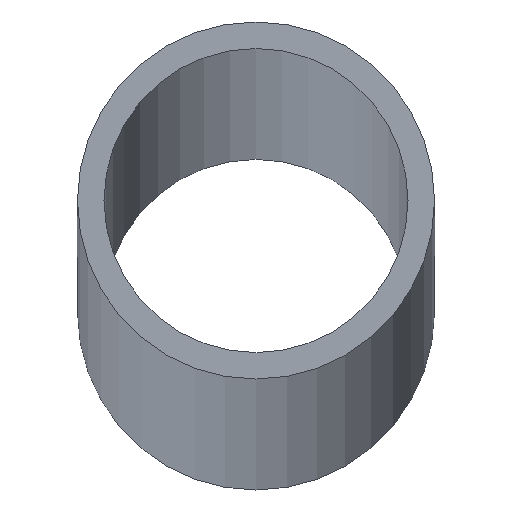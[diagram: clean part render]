
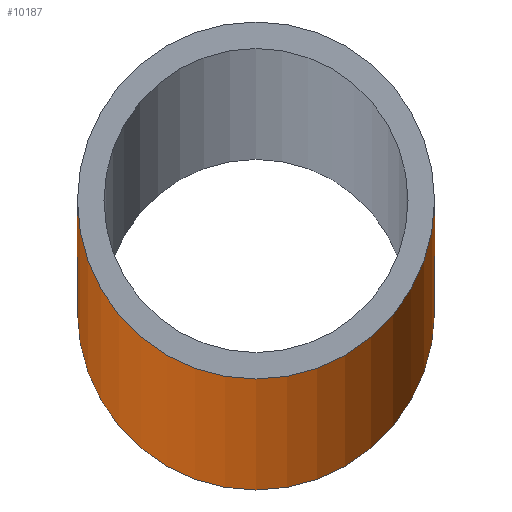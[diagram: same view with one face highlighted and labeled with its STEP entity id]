
A CAD part, top view. The second image highlights one B-rep face of the part: STEP entity #10187.
In plain terms, the highlighted cylindrical face has radius 16.85 mm (diameter 33.7 mm), a full revolution.
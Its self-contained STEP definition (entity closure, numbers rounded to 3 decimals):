
#418 = CYLINDRICAL_SURFACE ( 'NONE', #1753, 16.85 ) ;
#1137 = DIRECTION ( 'NONE',  ( 1., 0., 0. ) ) ;
#1138 = CIRCLE ( 'NONE', #4301, 16.85 ) ;
#1502 = ORIENTED_EDGE ( 'NONE', *, *, #1829, .F. ) ;
#1753 = AXIS2_PLACEMENT_3D ( 'NONE', #6459, #6416, #4516 ) ;
#1829 = EDGE_CURVE ( 'NONE', #11936, #11936, #4938, .T. ) ;
#1932 = AXIS2_PLACEMENT_3D ( 'NONE', #7987, #7837, #11679 ) ;
#1995 = DIRECTION ( 'NONE',  ( 0., 0., 1. ) ) ;
#3477 = VERTEX_POINT ( 'NONE', #3942 ) ;
#3899 = CARTESIAN_POINT ( 'NONE',  ( 16.85, 0., 3000. ) ) ;
#3942 = CARTESIAN_POINT ( 'NONE',  ( 16.85, 0., -3000. ) ) ;
#4210 = EDGE_LOOP ( 'NONE', ( #1502 ) ) ;
#4301 = AXIS2_PLACEMENT_3D ( 'NONE', #10563, #1995, #1137 ) ;
#4516 = DIRECTION ( 'NONE',  ( -1., 0., 0. ) ) ;
#4938 = CIRCLE ( 'NONE', #1932, 16.85 ) ;
#5562 = ORIENTED_EDGE ( 'NONE', *, *, #10364, .T. ) ;
#6150 = FACE_OUTER_BOUND ( 'NONE', #4210, .T. ) ;
#6416 = DIRECTION ( 'NONE',  ( 0., 0., -1. ) ) ;
#6459 = CARTESIAN_POINT ( 'NONE',  ( 0., 0., 3000. ) ) ;
#7027 = FACE_OUTER_BOUND ( 'NONE', #9015, .T. ) ;
#7837 = DIRECTION ( 'NONE',  ( 0., 0., 1. ) ) ;
#7987 = CARTESIAN_POINT ( 'NONE',  ( 0., 0., 3000. ) ) ;
#9015 = EDGE_LOOP ( 'NONE', ( #5562 ) ) ;
#10187 = ADVANCED_FACE ( 'NONE', ( #6150, #7027 ), #418, .T. ) ;
#10364 = EDGE_CURVE ( 'NONE', #3477, #3477, #1138, .T. ) ;
#10563 = CARTESIAN_POINT ( 'NONE',  ( 0., 0., -3000. ) ) ;
#11679 = DIRECTION ( 'NONE',  ( 1., 0., 0. ) ) ;
#11936 = VERTEX_POINT ( 'NONE', #3899 ) ;
